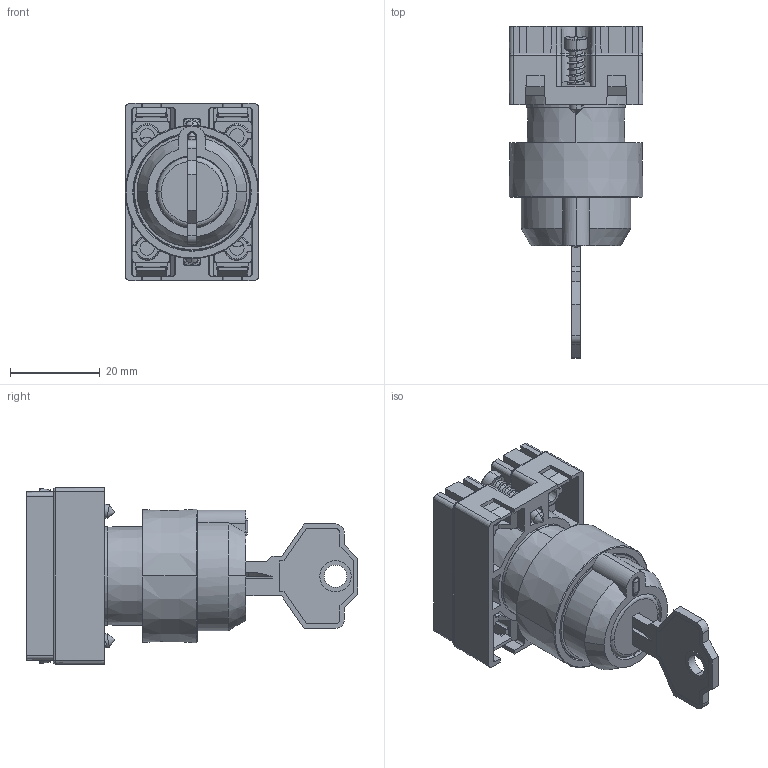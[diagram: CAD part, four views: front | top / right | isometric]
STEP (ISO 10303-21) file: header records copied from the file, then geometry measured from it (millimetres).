
FILE_DESCRIPTION (( 'STEP AP214' ), '1' );
FILE_NAME ('ECP3420.step', '2018-03-21T19:02:43', ( '' ), ( '' ), 'SwSTEP 2.0', 'SolidWorks 2017', '' );
FILE_SCHEMA (( 'AUTOMOTIVE_DESIGN' ));
Length unit declared in the file: inch
Products named in the file (1): ECP3420
Bounding box: 29.8 x 74 x 39.5 mm (x, y, z)
Volume: 20330.8 mm3; surface area: 23470.3 mm2
Topology: 10 solids, 10 shells, 961 faces, 2623 edges, 1707 vertices
Faces by surface type: plane 491, cone 201, cylinder 184, bspline 81, torus 4
Entity records: 48126 total; most frequent: CARTESIAN_POINT 12020, ORIENTED_EDGE 5238, DIRECTION 4562, EDGE_CURVE 2619, VERTEX_POINT 1707, AXIS2_PLACEMENT_3D 1549, LINE 1464, VECTOR 1464
